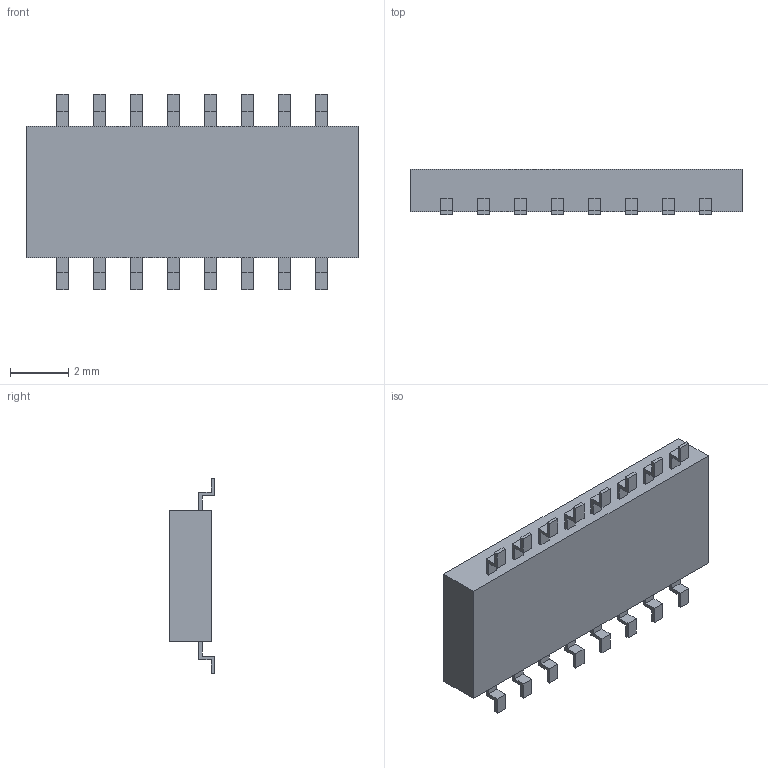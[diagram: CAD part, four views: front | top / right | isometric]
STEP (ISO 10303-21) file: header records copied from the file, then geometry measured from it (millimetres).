
FILE_DESCRIPTION(('STEP AP242'),'1');
FILE_NAME('a6h-8101.stp','2021-01-17T07:01:09',('TraceParts'),('TraceParts S.A.'),'Spatial InterOp 3D',' ',' ');
FILE_SCHEMA(('AP242_MANAGED_MODEL_BASED_3D_ENGINEERING_MIM_LF {1 0 10303 442 1 1 4}'));
Length unit declared in the file: millimetre
Products named in the file (1): a6h-8101
Bounding box: 11.39 x 1.55 x 6.7 mm (x, y, z)
Volume: 69.1 mm3; surface area: 196.4 mm2
Topology: 1 solids, 1 shells, 230 faces, 588 edges, 392 vertices
Faces by surface type: plane 230
Entity records: 11608 total; most frequent: CARTESIAN_POINT 1211, ORIENTED_EDGE 1176, DIRECTION 1050, STYLED_ITEM 818, PRESENTATION_STYLE_ASSIGNMENT 818, COLOUR_RGB 818, EDGE_CURVE 588, CURVE_STYLE 588
